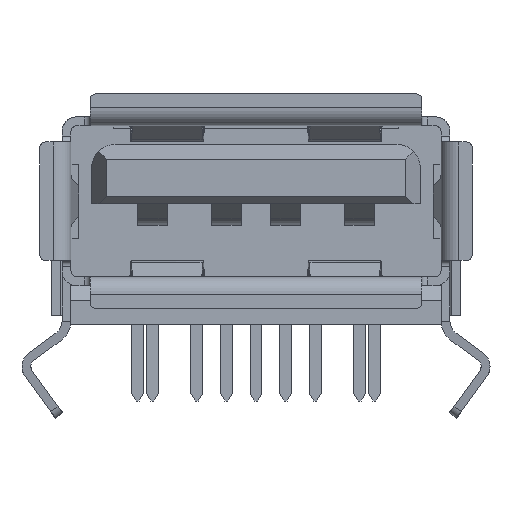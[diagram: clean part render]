
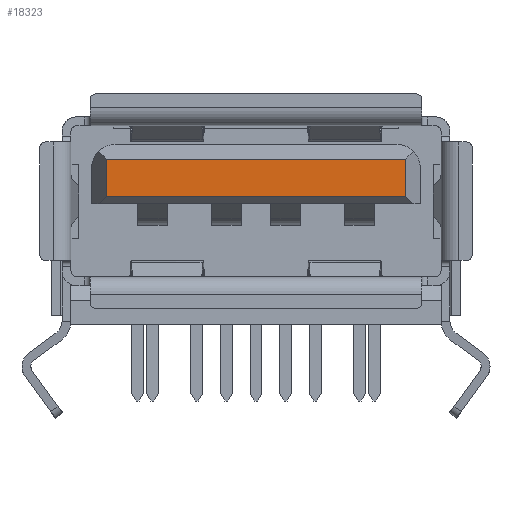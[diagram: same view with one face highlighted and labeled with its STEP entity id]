
A CAD part, front view. The second image highlights one B-rep face of the part: STEP entity #18323.
In plain terms, the highlighted planar face has unit normal (0, -1, 0).
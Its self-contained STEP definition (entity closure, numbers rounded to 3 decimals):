
#184 = VERTEX_POINT ( 'NONE', #14147 ) ;
#2999 = ORIENTED_EDGE ( 'NONE', *, *, #29333, .F. ) ;
#4193 = CARTESIAN_POINT ( 'NONE',  ( -5.05, -7.9, 1.418 ) ) ;
#4255 = EDGE_CURVE ( 'NONE', #16805, #184, #10315, .T. ) ;
#5306 = LINE ( 'NONE', #16598, #26747 ) ;
#8092 = VERTEX_POINT ( 'NONE', #4193 ) ;
#8226 = AXIS2_PLACEMENT_3D ( 'NONE', #15657, #13291, #35491 ) ;
#10020 = VECTOR ( 'NONE', #32291, 1000. ) ;
#10315 = LINE ( 'NONE', #35944, #10020 ) ;
#10321 = VECTOR ( 'NONE', #16145, 1000. ) ;
#13075 = LINE ( 'NONE', #24223, #10321 ) ;
#13291 = DIRECTION ( 'NONE',  ( 0., -1., 0. ) ) ;
#14147 = CARTESIAN_POINT ( 'NONE',  ( -5.05, -7.9, 0.168 ) ) ;
#14525 = VERTEX_POINT ( 'NONE', #22358 ) ;
#15657 = CARTESIAN_POINT ( 'NONE',  ( 0., -7.9, 0. ) ) ;
#15823 = EDGE_LOOP ( 'NONE', ( #2999, #33465, #26410, #21074 ) ) ;
#16145 = DIRECTION ( 'NONE',  ( 1., 0., 0. ) ) ;
#16598 = CARTESIAN_POINT ( 'NONE',  ( -5.05, -7.9, 0. ) ) ;
#16805 = VERTEX_POINT ( 'NONE', #34579 ) ;
#18323 = ADVANCED_FACE ( 'NONE', ( #26789 ), #21154, .T. ) ;
#20225 = CARTESIAN_POINT ( 'NONE',  ( 5.05, -7.9, 0. ) ) ;
#21074 = ORIENTED_EDGE ( 'NONE', *, *, #4255, .F. ) ;
#21154 = PLANE ( 'NONE',  #8226 ) ;
#22090 = DIRECTION ( 'NONE',  ( 0., 0., 1. ) ) ;
#22358 = CARTESIAN_POINT ( 'NONE',  ( 5.05, -7.9, 1.418 ) ) ;
#23358 = LINE ( 'NONE', #20225, #34848 ) ;
#24223 = CARTESIAN_POINT ( 'NONE',  ( 0., -7.9, 1.418 ) ) ;
#25530 = DIRECTION ( 'NONE',  ( 0., 0., -1. ) ) ;
#26410 = ORIENTED_EDGE ( 'NONE', *, *, #29304, .F. ) ;
#26747 = VECTOR ( 'NONE', #22090, 1000. ) ;
#26789 = FACE_OUTER_BOUND ( 'NONE', #15823, .T. ) ;
#28018 = EDGE_CURVE ( 'NONE', #8092, #14525, #13075, .T. ) ;
#29304 = EDGE_CURVE ( 'NONE', #184, #8092, #5306, .T. ) ;
#29333 = EDGE_CURVE ( 'NONE', #14525, #16805, #23358, .T. ) ;
#32291 = DIRECTION ( 'NONE',  ( -1., 0., 0. ) ) ;
#33465 = ORIENTED_EDGE ( 'NONE', *, *, #28018, .F. ) ;
#34579 = CARTESIAN_POINT ( 'NONE',  ( 5.05, -7.9, 0.168 ) ) ;
#34848 = VECTOR ( 'NONE', #25530, 1000. ) ;
#35491 = DIRECTION ( 'NONE',  ( 1., 0., 0. ) ) ;
#35944 = CARTESIAN_POINT ( 'NONE',  ( 0., -7.9, 0.168 ) ) ;
